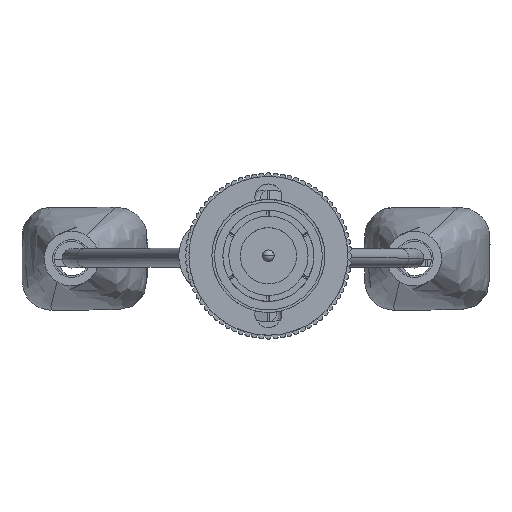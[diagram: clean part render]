
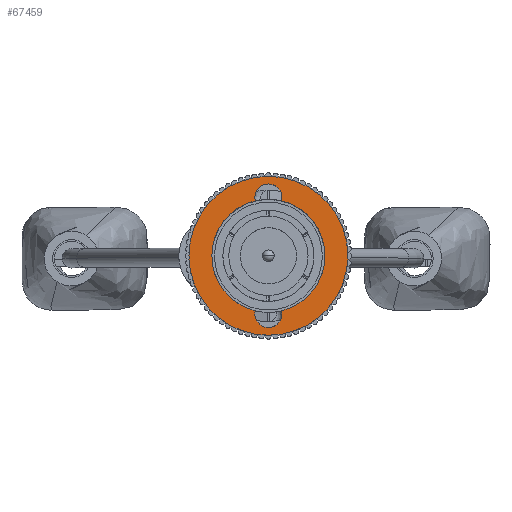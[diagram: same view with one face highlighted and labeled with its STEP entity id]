
A CAD part, top view. The second image highlights one B-rep face of the part: STEP entity #67459.
In plain terms, the highlighted planar face has unit normal (0, 0, 1).
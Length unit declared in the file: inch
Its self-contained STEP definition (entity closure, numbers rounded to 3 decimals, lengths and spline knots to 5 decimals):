
#9118 = VERTEX_POINT ( 'NONE', #53781 ) ;
#9187 = VERTEX_POINT ( 'NONE', #66101 ) ;
#9192 = EDGE_CURVE ( 'NONE', #9118, #9187, #66113, .T. ) ;
#9206 = EDGE_CURVE ( 'NONE', #33020, #9215, #66081, .T. ) ;
#9215 = VERTEX_POINT ( 'NONE', #66087 ) ;
#9220 = EDGE_CURVE ( 'NONE', #9237, #9222, #66123, .T. ) ;
#9222 = VERTEX_POINT ( 'NONE', #65901 ) ;
#9231 = VERTEX_POINT ( 'NONE', #65906 ) ;
#9237 = VERTEX_POINT ( 'NONE', #65905 ) ;
#23655 = DIRECTION ( 'NONE',  ( 1., 0., 0. ) ) ;
#23656 = DIRECTION ( 'NONE',  ( 0., 0., 1. ) ) ;
#23657 = CARTESIAN_POINT ( 'NONE',  ( 0., -0.2, 0. ) ) ;
#23658 = AXIS2_PLACEMENT_3D ( 'NONE', #23657, #23656, #23655 ) ;
#23660 = CIRCLE ( 'NONE', #23658, 0.0465 ) ;
#23688 = DIRECTION ( 'NONE',  ( 1., 0., 0. ) ) ;
#23689 = DIRECTION ( 'NONE',  ( 0., 0., 1. ) ) ;
#23690 = CARTESIAN_POINT ( 'NONE',  ( 0., 0., 0. ) ) ;
#23691 = AXIS2_PLACEMENT_3D ( 'NONE', #23690, #23689, #23688 ) ;
#23692 = CIRCLE ( 'NONE', #23691, 0.2725 ) ;
#28212 = EDGE_CURVE ( 'NONE', #9231, #9237, #37230, .T. ) ;
#31142 = VERTEX_POINT ( 'NONE', #37352 ) ;
#31150 = VERTEX_POINT ( 'NONE', #37347 ) ;
#31153 = EDGE_CURVE ( 'NONE', #31150, #31142, #37339, .T. ) ;
#31395 = EDGE_CURVE ( 'NONE', #9187, #31398, #37389, .T. ) ;
#31398 = VERTEX_POINT ( 'NONE', #37384 ) ;
#32824 = EDGE_CURVE ( 'NONE', #31142, #9118, #37478, .T. ) ;
#33020 = VERTEX_POINT ( 'NONE', #37558 ) ;
#37222 = DIRECTION ( 'NONE',  ( -1., 0., 0. ) ) ;
#37223 = DIRECTION ( 'NONE',  ( 0., 0., 1. ) ) ;
#37224 = CARTESIAN_POINT ( 'NONE',  ( 0., 0.2, 0. ) ) ;
#37225 = AXIS2_PLACEMENT_3D ( 'NONE', #37224, #37223, #37222 ) ;
#37230 = CIRCLE ( 'NONE', #37225, 0.0465 ) ;
#37339 = CIRCLE ( 'NONE', #37404, 0.0465 ) ;
#37347 = CARTESIAN_POINT ( 'NONE',  ( -0.0465, -0.2, 0. ) ) ;
#37352 = CARTESIAN_POINT ( 'NONE',  ( 0.0465, -0.2, 0. ) ) ;
#37384 = CARTESIAN_POINT ( 'NONE',  ( 0.0451, 0.18868, 0. ) ) ;
#37385 = DIRECTION ( 'NONE',  ( 1., 0., 0. ) ) ;
#37386 = DIRECTION ( 'NONE',  ( 0., 0., 1. ) ) ;
#37387 = CARTESIAN_POINT ( 'NONE',  ( 0., 0., 0. ) ) ;
#37388 = AXIS2_PLACEMENT_3D ( 'NONE', #37387, #37386, #37385 ) ;
#37389 = CIRCLE ( 'NONE', #37388, 0.194 ) ;
#37401 = DIRECTION ( 'NONE',  ( 1., 0., 0. ) ) ;
#37402 = DIRECTION ( 'NONE',  ( 0., 0., 1. ) ) ;
#37403 = CARTESIAN_POINT ( 'NONE',  ( 0., -0.2, 0. ) ) ;
#37404 = AXIS2_PLACEMENT_3D ( 'NONE', #37403, #37402, #37401 ) ;
#37478 = CIRCLE ( 'NONE', #37532, 0.0465 ) ;
#37529 = DIRECTION ( 'NONE',  ( 1., 0., 0. ) ) ;
#37530 = DIRECTION ( 'NONE',  ( 0., 0., 1. ) ) ;
#37531 = CARTESIAN_POINT ( 'NONE',  ( 0., -0.2, 0. ) ) ;
#37532 = AXIS2_PLACEMENT_3D ( 'NONE', #37531, #37530, #37529 ) ;
#37558 = CARTESIAN_POINT ( 'NONE',  ( -0.194, 0., 0. ) ) ;
#48335 = FACE_OUTER_BOUND ( 'NONE', #62969, .T. ) ;
#48336 = FACE_BOUND ( 'NONE', #67460, .T. ) ;
#48360 = DIRECTION ( 'NONE',  ( -1., 0., 0. ) ) ;
#48362 = DIRECTION ( 'NONE',  ( 0., 0., 1. ) ) ;
#48363 = CARTESIAN_POINT ( 'NONE',  ( 0., 0.2, 0. ) ) ;
#48364 = AXIS2_PLACEMENT_3D ( 'NONE', #48363, #48362, #48360 ) ;
#48365 = CIRCLE ( 'NONE', #48364, 0.0465 ) ;
#48404 = DIRECTION ( 'NONE',  ( 1., 0., 0. ) ) ;
#48405 = DIRECTION ( 'NONE',  ( 0., 0., 1. ) ) ;
#48406 = CARTESIAN_POINT ( 'NONE',  ( 0.2725, 0., 0. ) ) ;
#48407 = AXIS2_PLACEMENT_3D ( 'NONE', #48406, #48405, #48404 ) ;
#48408 = PLANE ( 'NONE',  #48407 ) ;
#48468 = CARTESIAN_POINT ( 'NONE',  ( 0.2725, 0., 0. ) ) ;
#49124 = DIRECTION ( 'NONE',  ( 1., 0., 0. ) ) ;
#49125 = DIRECTION ( 'NONE',  ( 0., 0., 1. ) ) ;
#49126 = CARTESIAN_POINT ( 'NONE',  ( 0., 0., 0. ) ) ;
#49127 = AXIS2_PLACEMENT_3D ( 'NONE', #49126, #49125, #49124 ) ;
#49132 = CIRCLE ( 'NONE', #49127, 0.2725 ) ;
#49230 = CARTESIAN_POINT ( 'NONE',  ( -0.2725, 0., 0. ) ) ;
#50103 = DIRECTION ( 'NONE',  ( 1., 0., 0. ) ) ;
#50104 = DIRECTION ( 'NONE',  ( 0., 0., 1. ) ) ;
#50105 = CARTESIAN_POINT ( 'NONE',  ( 0., 0., 0. ) ) ;
#50106 = AXIS2_PLACEMENT_3D ( 'NONE', #50105, #50104, #50103 ) ;
#50108 = CIRCLE ( 'NONE', #50106, 0.194 ) ;
#53781 = CARTESIAN_POINT ( 'NONE',  ( 0.0451, -0.18868, 0. ) ) ;
#62962 = ORIENTED_EDGE ( 'NONE', *, *, #9206, .F. ) ;
#62963 = EDGE_CURVE ( 'NONE', #9215, #31150, #23660, .T. ) ;
#62967 = ORIENTED_EDGE ( 'NONE', *, *, #62963, .F. ) ;
#62969 = EDGE_LOOP ( 'NONE', ( #62978, #62979 ) ) ;
#62978 = ORIENTED_EDGE ( 'NONE', *, *, #67702, .T. ) ;
#62979 = ORIENTED_EDGE ( 'NONE', *, *, #62987, .T. ) ;
#62987 = EDGE_CURVE ( 'NONE', #67747, #67515, #23692, .T. ) ;
#65901 = CARTESIAN_POINT ( 'NONE',  ( -0.0451, 0.18868, 0. ) ) ;
#65905 = CARTESIAN_POINT ( 'NONE',  ( -0.0465, 0.2, 0. ) ) ;
#65906 = CARTESIAN_POINT ( 'NONE',  ( 0.0465, 0.2, 0. ) ) ;
#66081 = CIRCLE ( 'NONE', #66109, 0.194 ) ;
#66083 = DIRECTION ( 'NONE',  ( 1., 0., 0. ) ) ;
#66087 = CARTESIAN_POINT ( 'NONE',  ( -0.0451, -0.18868, 0. ) ) ;
#66101 = CARTESIAN_POINT ( 'NONE',  ( 0.194, 0., 0. ) ) ;
#66107 = DIRECTION ( 'NONE',  ( 1., 0., 0. ) ) ;
#66108 = DIRECTION ( 'NONE',  ( 0., 0., 1. ) ) ;
#66109 = AXIS2_PLACEMENT_3D ( 'NONE', #66114, #66108, #66107 ) ;
#66110 = DIRECTION ( 'NONE',  ( 0., 0., 1. ) ) ;
#66111 = CARTESIAN_POINT ( 'NONE',  ( 0., 0., 0. ) ) ;
#66112 = AXIS2_PLACEMENT_3D ( 'NONE', #66111, #66110, #66083 ) ;
#66113 = CIRCLE ( 'NONE', #66112, 0.194 ) ;
#66114 = CARTESIAN_POINT ( 'NONE',  ( 0., 0., 0. ) ) ;
#66119 = DIRECTION ( 'NONE',  ( -1., 0., 0. ) ) ;
#66120 = DIRECTION ( 'NONE',  ( 0., 0., 1. ) ) ;
#66121 = CARTESIAN_POINT ( 'NONE',  ( 0., 0.2, 0. ) ) ;
#66122 = AXIS2_PLACEMENT_3D ( 'NONE', #66121, #66120, #66119 ) ;
#66123 = CIRCLE ( 'NONE', #66122, 0.0465 ) ;
#67439 = EDGE_CURVE ( 'NONE', #31398, #9231, #48365, .T. ) ;
#67459 = ADVANCED_FACE ( 'NONE', ( #48336, #48335 ), #48408, .T. ) ;
#67460 = EDGE_LOOP ( 'NONE', ( #67467, #67567, #67570, #68016, #67511, #68217, #68223, #68222, #62967, #62962 ) ) ;
#67467 = ORIENTED_EDGE ( 'NONE', *, *, #68073, .F. ) ;
#67511 = ORIENTED_EDGE ( 'NONE', *, *, #31395, .F. ) ;
#67515 = VERTEX_POINT ( 'NONE', #48468 ) ;
#67567 = ORIENTED_EDGE ( 'NONE', *, *, #9220, .F. ) ;
#67570 = ORIENTED_EDGE ( 'NONE', *, *, #28212, .F. ) ;
#67702 = EDGE_CURVE ( 'NONE', #67515, #67747, #49132, .T. ) ;
#67747 = VERTEX_POINT ( 'NONE', #49230 ) ;
#68016 = ORIENTED_EDGE ( 'NONE', *, *, #67439, .F. ) ;
#68073 = EDGE_CURVE ( 'NONE', #9222, #33020, #50108, .T. ) ;
#68217 = ORIENTED_EDGE ( 'NONE', *, *, #9192, .F. ) ;
#68222 = ORIENTED_EDGE ( 'NONE', *, *, #31153, .F. ) ;
#68223 = ORIENTED_EDGE ( 'NONE', *, *, #32824, .F. ) ;
